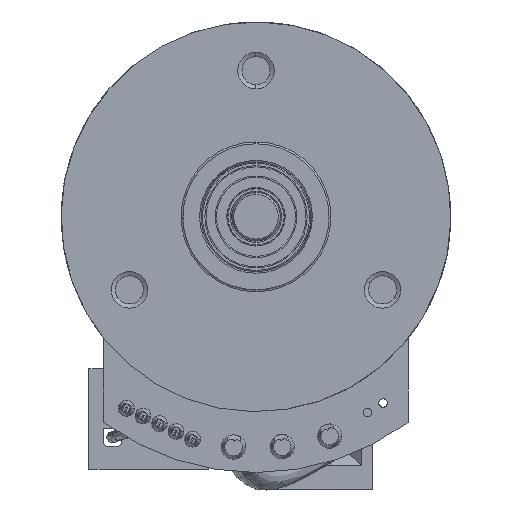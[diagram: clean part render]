
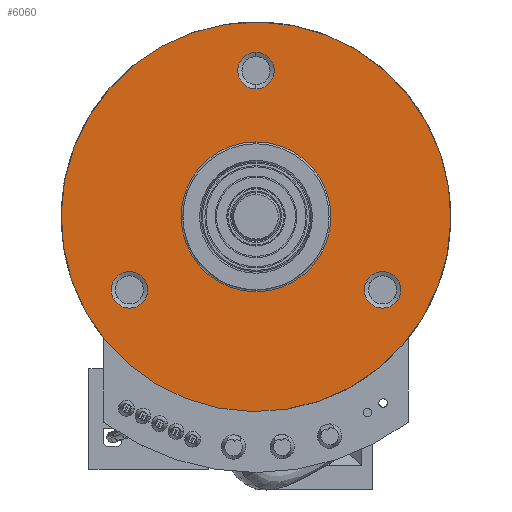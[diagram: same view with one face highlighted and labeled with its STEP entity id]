
A CAD part, left-side view. The second image highlights one B-rep face of the part: STEP entity #6060.
In plain terms, the highlighted planar face has unit normal (-1, 0, 0).
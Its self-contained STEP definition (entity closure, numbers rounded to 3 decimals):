
#6060=ADVANCED_FACE('',(#11490,#11491,#11492,#11493,#11494),#11495,.F.);
#11490=FACE_OUTER_BOUND('',#19594,.T.);
#11491=FACE_BOUND('',#19595,.T.);
#11492=FACE_BOUND('',#19596,.T.);
#11493=FACE_BOUND('',#19597,.T.);
#11494=FACE_BOUND('',#19598,.T.);
#11495=PLANE('',#19599);
#19594=EDGE_LOOP('',(#28951,#28952,#28953));
#19595=EDGE_LOOP('',(#28954,#28955));
#19596=EDGE_LOOP('',(#28956,#28957));
#19597=EDGE_LOOP('',(#28958,#28959));
#19598=EDGE_LOOP('',(#28960,#28961));
#19599=AXIS2_PLACEMENT_3D('',#28962,#28963,#28964);
#28951=ORIENTED_EDGE('',*,*,#31840,.T.);
#28952=ORIENTED_EDGE('',*,*,#31845,.T.);
#28953=ORIENTED_EDGE('',*,*,#32069,.T.);
#28954=ORIENTED_EDGE('',*,*,#31875,.T.);
#28955=ORIENTED_EDGE('',*,*,#32070,.T.);
#28956=ORIENTED_EDGE('',*,*,#31936,.T.);
#28957=ORIENTED_EDGE('',*,*,#32071,.T.);
#28958=ORIENTED_EDGE('',*,*,#31997,.T.);
#28959=ORIENTED_EDGE('',*,*,#32072,.T.);
#28960=ORIENTED_EDGE('',*,*,#32061,.F.);
#28961=ORIENTED_EDGE('',*,*,#32065,.F.);
#28962=CARTESIAN_POINT('',(0.0,0.,7.92));
#28963=DIRECTION('',(1.0,0.0,0.0));
#28964=DIRECTION('',(0.0,-1.0,0.0));
#31840=EDGE_CURVE('',#35214,#35212,#35215,.T.);
#31845=EDGE_CURVE('',#35212,#35220,#35223,.T.);
#31875=EDGE_CURVE('',#35274,#35276,#35278,.T.);
#31936=EDGE_CURVE('',#35367,#35369,#35371,.T.);
#31997=EDGE_CURVE('',#35460,#35462,#35464,.T.);
#32061=EDGE_CURVE('',#35559,#35561,#35562,.T.);
#32065=EDGE_CURVE('',#35561,#35559,#35566,.T.);
#32069=EDGE_CURVE('',#35220,#35214,#35570,.T.);
#32070=EDGE_CURVE('',#35276,#35274,#35571,.T.);
#32071=EDGE_CURVE('',#35369,#35367,#35572,.T.);
#32072=EDGE_CURVE('',#35462,#35460,#35573,.T.);
#35212=VERTEX_POINT('',#39868);
#35214=VERTEX_POINT('',#39871);
#35215=CIRCLE('',#39872,16.0);
#35220=VERTEX_POINT('',#39878);
#35223=CIRCLE('',#39882,16.0);
#35274=VERTEX_POINT('',#39945);
#35276=VERTEX_POINT('',#39948);
#35278=CIRCLE('',#39951,1.5);
#35367=VERTEX_POINT('',#40068);
#35369=VERTEX_POINT('',#40071);
#35371=CIRCLE('',#40074,1.5);
#35460=VERTEX_POINT('',#40191);
#35462=VERTEX_POINT('',#40194);
#35464=CIRCLE('',#40197,1.5);
#35559=VERTEX_POINT('',#40322);
#35561=VERTEX_POINT('',#40324);
#35562=CIRCLE('',#40325,6.15);
#35566=CIRCLE('',#40329,6.15);
#35570=CIRCLE('',#40333,16.0);
#35571=CIRCLE('',#40334,1.5);
#35572=CIRCLE('',#40335,1.5);
#35573=CIRCLE('',#40336,1.5);
#39868=CARTESIAN_POINT('',(0.0,-2.5,-15.803));
#39871=CARTESIAN_POINT('',(0.0,12.436,-10.067));
#39872=AXIS2_PLACEMENT_3D('',#42377,#42378,#42379);
#39878=CARTESIAN_POINT('',(0.0,2.5,15.803));
#39882=AXIS2_PLACEMENT_3D('',#42385,#42386,#42387);
#39945=CARTESIAN_POINT('',(0.0,0.0,13.5));
#39948=CARTESIAN_POINT('',(0.0,0.,10.5));
#39951=AXIS2_PLACEMENT_3D('',#42438,#42439,#42440);
#40068=CARTESIAN_POINT('',(0.,-11.691,-6.75));
#40071=CARTESIAN_POINT('',(0.,-9.093,-5.25));
#40074=AXIS2_PLACEMENT_3D('',#42516,#42517,#42518);
#40191=CARTESIAN_POINT('',(0.,11.691,-6.75));
#40194=CARTESIAN_POINT('',(0.,9.093,-5.25));
#40197=AXIS2_PLACEMENT_3D('',#42594,#42595,#42596);
#40322=CARTESIAN_POINT('',(0.0,0.0,6.15));
#40324=CARTESIAN_POINT('',(0.0,0.,-6.15));
#40325=AXIS2_PLACEMENT_3D('',#42678,#42679,#42680);
#40329=AXIS2_PLACEMENT_3D('',#42687,#42688,#42689);
#40333=AXIS2_PLACEMENT_3D('',#42693,#42694,#42695);
#40334=AXIS2_PLACEMENT_3D('',#42696,#42697,#42698);
#40335=AXIS2_PLACEMENT_3D('',#42699,#42700,#42701);
#40336=AXIS2_PLACEMENT_3D('',#42702,#42703,#42704);
#42377=CARTESIAN_POINT('',(0.0,0.0,0.0));
#42378=DIRECTION('',(-1.0,0.0,0.0));
#42379=DIRECTION('',(0.0,0.0,-1.0));
#42385=CARTESIAN_POINT('',(0.0,0.0,0.0));
#42386=DIRECTION('',(-1.0,0.0,0.0));
#42387=DIRECTION('',(0.0,0.0,-1.0));
#42438=CARTESIAN_POINT('',(0.0,0.0,12.0));
#42439=DIRECTION('',(1.0,0.0,-0.0));
#42440=DIRECTION('',(0.0,0.0,1.0));
#42516=CARTESIAN_POINT('',(0.,-10.392,-6.0));
#42517=DIRECTION('',(1.0,0.0,0.0));
#42518=DIRECTION('',(0.0,-0.866,-0.5));
#42594=CARTESIAN_POINT('',(0.,10.392,-6.0));
#42595=DIRECTION('',(1.0,0.0,0.0));
#42596=DIRECTION('',(0.0,0.866,-0.5));
#42678=CARTESIAN_POINT('',(0.0,0.0,0.0));
#42679=DIRECTION('',(-1.0,0.0,0.0));
#42680=DIRECTION('',(0.0,0.0,1.0));
#42687=CARTESIAN_POINT('',(0.0,0.0,0.0));
#42688=DIRECTION('',(-1.0,0.0,0.0));
#42689=DIRECTION('',(0.0,0.0,1.0));
#42693=CARTESIAN_POINT('',(0.0,0.0,0.0));
#42694=DIRECTION('',(-1.0,0.0,0.0));
#42695=DIRECTION('',(0.0,0.0,-1.0));
#42696=CARTESIAN_POINT('',(0.0,0.0,12.0));
#42697=DIRECTION('',(1.0,0.0,-0.0));
#42698=DIRECTION('',(0.0,0.0,1.0));
#42699=CARTESIAN_POINT('',(0.,-10.392,-6.0));
#42700=DIRECTION('',(1.0,0.0,0.0));
#42701=DIRECTION('',(0.0,-0.866,-0.5));
#42702=CARTESIAN_POINT('',(0.,10.392,-6.0));
#42703=DIRECTION('',(1.0,0.0,0.0));
#42704=DIRECTION('',(0.0,0.866,-0.5));
